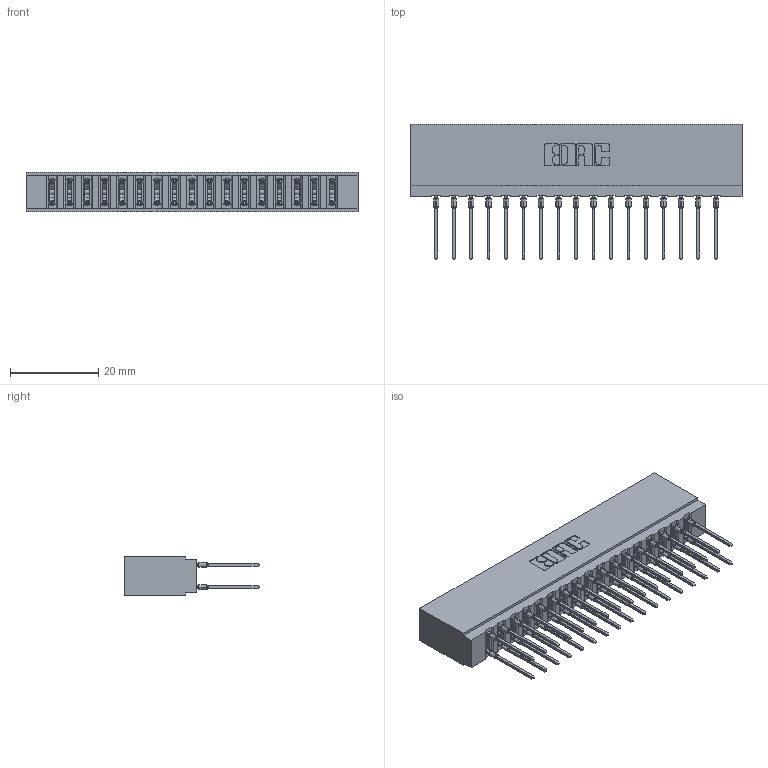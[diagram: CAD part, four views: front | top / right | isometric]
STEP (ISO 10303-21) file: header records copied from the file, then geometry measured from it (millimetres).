
FILE_DESCRIPTION (( 'STEP AP203' ), '1' );
FILE_NAME ('737-034-545-201.STEP', '2026-03-05T22:33:34', ( '' ), ( '' ), 'SwSTEP 2.0', 'SolidWorks 2023', '' );
FILE_SCHEMA (( 'CONFIG_CONTROL_DESIGN' ));
Length unit declared in the file: millimetre
Products named in the file (3): 745-292-001_545; 737 Part_Insulator Option - 01; 737-034-545-201
Assembly tree (35 placements, depth 2):
  737-034-545-201
    737 Part_Insulator Option - 01
    745-292-001_545  x34
Bounding box: 75.23 x 30.62 x 8.89 mm (x, y, z)
Volume: 7653.3 mm3; surface area: 11511.5 mm2
Topology: 35 solids, 35 shells, 3154 faces, 8483 edges, 5338 vertices
Faces by surface type: plane 1635, bspline 680, cylinder 635, torus 204
Entity records: 32561 total; most frequent: CARTESIAN_POINT 6163, ORIENTED_EDGE 5548, DIRECTION 4864, EDGE_CURVE 2774, LINE 2490, VECTOR 2490, VERTEX_POINT 1774, AXIS2_PLACEMENT_3D 1187
